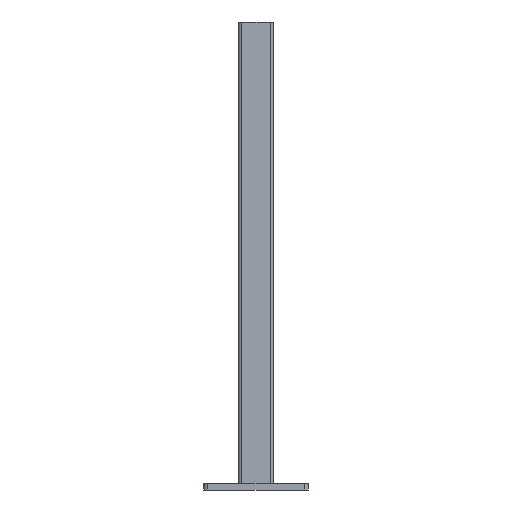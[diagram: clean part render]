
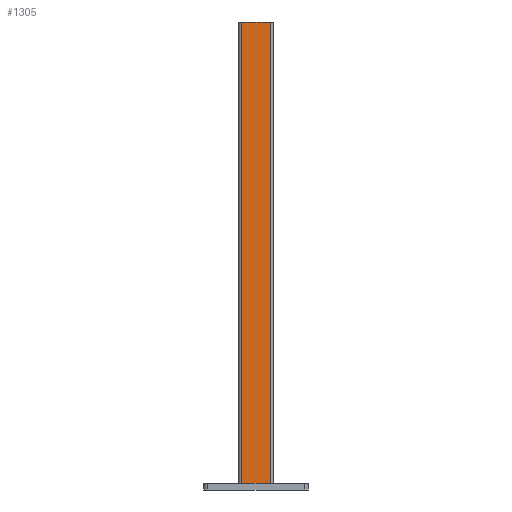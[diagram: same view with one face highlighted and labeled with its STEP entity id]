
A CAD part, left-side view. The second image highlights one B-rep face of the part: STEP entity #1305.
In plain terms, the highlighted planar face has unit normal (-1, 0, 0).
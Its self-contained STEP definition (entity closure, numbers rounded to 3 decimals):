
#248 = EDGE_LOOP ( 'NONE', ( #1933, #1934, #1935, #1936 ) ) ;
#408 = AXIS2_PLACEMENT_3D ( 'NONE', #2098, #2082, #2081 ) ;
#432 = CARTESIAN_POINT ( 'NONE',  ( -20.5, 3.5, 0. ) ) ;
#442 = CARTESIAN_POINT ( 'NONE',  ( -20.5, 37.5, 0. ) ) ;
#456 = CARTESIAN_POINT ( 'NONE',  ( -20.5, 3.5, 550. ) ) ;
#796 = DIRECTION ( 'NONE',  ( 0., -1., 0. ) ) ;
#797 = CARTESIAN_POINT ( 'NONE',  ( -20.5, 37.5, 550. ) ) ;
#798 = CARTESIAN_POINT ( 'NONE',  ( -20.5, 0., 0. ) ) ;
#799 = DIRECTION ( 'NONE',  ( 0., 0., -1. ) ) ;
#800 = CARTESIAN_POINT ( 'NONE',  ( -20.5, 3.5, 550. ) ) ;
#805 = CARTESIAN_POINT ( 'NONE',  ( -20.5, 0., 550. ) ) ;
#811 = DIRECTION ( 'NONE',  ( 0., -1., 0. ) ) ;
#816 = DIRECTION ( 'NONE',  ( 0., 0., -1. ) ) ;
#954 = LINE ( 'NONE', #805, #967 ) ;
#966 = LINE ( 'NONE', #800, #969 ) ;
#967 = VECTOR ( 'NONE', #811, 1000. ) ;
#968 = LINE ( 'NONE', #798, #971 ) ;
#969 = VECTOR ( 'NONE', #799, 1000. ) ;
#971 = VECTOR ( 'NONE', #796, 1000. ) ;
#972 = LINE ( 'NONE', #797, #974 ) ;
#974 = VECTOR ( 'NONE', #816, 1000. ) ;
#1150 = FACE_OUTER_BOUND ( 'NONE', #248, .T. ) ;
#1305 = ADVANCED_FACE ( 'NONE', ( #1150 ), #2084, .F. ) ;
#1405 = EDGE_CURVE ( 'NONE', #1863, #1780, #954, .T. ) ;
#1406 = EDGE_CURVE ( 'NONE', #1780, #1820, #966, .T. ) ;
#1407 = EDGE_CURVE ( 'NONE', #1802, #1820, #968, .T. ) ;
#1409 = EDGE_CURVE ( 'NONE', #1863, #1802, #972, .T. ) ;
#1780 = VERTEX_POINT ( 'NONE', #456 ) ;
#1802 = VERTEX_POINT ( 'NONE', #442 ) ;
#1820 = VERTEX_POINT ( 'NONE', #432 ) ;
#1863 = VERTEX_POINT ( 'NONE', #2994 ) ;
#1933 = ORIENTED_EDGE ( 'NONE', *, *, #1407, .T. ) ;
#1934 = ORIENTED_EDGE ( 'NONE', *, *, #1406, .F. ) ;
#1935 = ORIENTED_EDGE ( 'NONE', *, *, #1405, .F. ) ;
#1936 = ORIENTED_EDGE ( 'NONE', *, *, #1409, .T. ) ;
#2081 = DIRECTION ( 'NONE',  ( 0., 1., 0. ) ) ;
#2082 = DIRECTION ( 'NONE',  ( 1., 0., 0. ) ) ;
#2084 = PLANE ( 'NONE',  #408 ) ;
#2098 = CARTESIAN_POINT ( 'NONE',  ( -20.5, 0., 550. ) ) ;
#2994 = CARTESIAN_POINT ( 'NONE',  ( -20.5, 37.5, 550. ) ) ;
